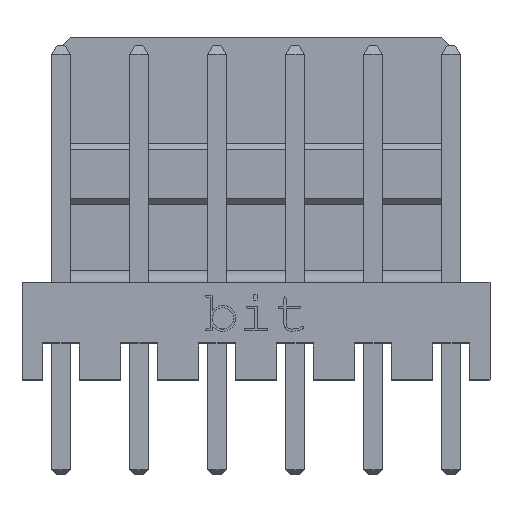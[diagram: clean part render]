
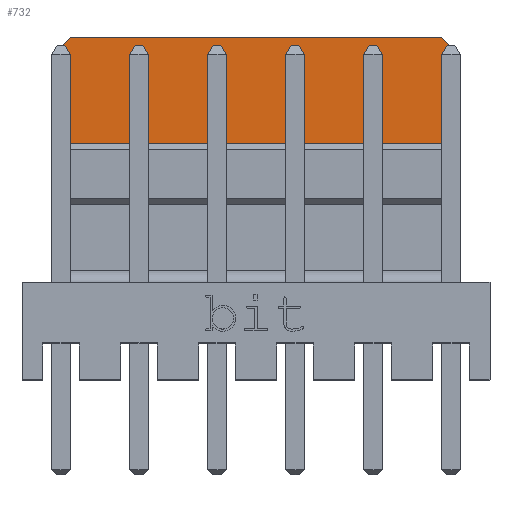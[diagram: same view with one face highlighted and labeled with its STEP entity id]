
A CAD part, top view. The second image highlights one B-rep face of the part: STEP entity #732.
In plain terms, the highlighted planar face has unit normal (0, 0, 1).
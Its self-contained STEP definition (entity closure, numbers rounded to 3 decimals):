
#114 = PLANE ( 'NONE',  #545 ) ;
#128 = VERTEX_POINT ( 'NONE', #1435 ) ;
#336 = VECTOR ( 'NONE', #1083, 1000. ) ;
#545 = AXIS2_PLACEMENT_3D ( 'NONE', #1733, #5245, #3229 ) ;
#710 = DIRECTION ( 'NONE',  ( 0., -1., 0. ) ) ;
#720 = VECTOR ( 'NONE', #4703, 1000. ) ;
#732 = ADVANCED_FACE ( 'NONE', ( #3933 ), #114, .F. ) ;
#1022 = CARTESIAN_POINT ( 'NONE',  ( -6.35, 10.87, -1.9 ) ) ;
#1051 = ORIENTED_EDGE ( 'NONE', *, *, #4551, .T. ) ;
#1083 = DIRECTION ( 'NONE',  ( -0.707, 0.707, 0. ) ) ;
#1096 = VERTEX_POINT ( 'NONE', #1022 ) ;
#1115 = ORIENTED_EDGE ( 'NONE', *, *, #2818, .T. ) ;
#1135 = ORIENTED_EDGE ( 'NONE', *, *, #1462, .F. ) ;
#1180 = VECTOR ( 'NONE', #5696, 1000. ) ;
#1218 = LINE ( 'NONE', #4595, #336 ) ;
#1357 = EDGE_CURVE ( 'NONE', #4762, #2384, #1218, .T. ) ;
#1435 = CARTESIAN_POINT ( 'NONE',  ( -6.35, 7.71, -1.9 ) ) ;
#1462 = EDGE_CURVE ( 'NONE', #4762, #2991, #3634, .T. ) ;
#1614 = VECTOR ( 'NONE', #710, 1000. ) ;
#1733 = CARTESIAN_POINT ( 'NONE',  ( 6.35, 11.17, -1.9 ) ) ;
#1737 = ORIENTED_EDGE ( 'NONE', *, *, #1896, .F. ) ;
#1865 = LINE ( 'NONE', #5562, #1180 ) ;
#1874 = EDGE_LOOP ( 'NONE', ( #4131, #1135, #3074, #1737, #1051, #1115 ) ) ;
#1896 = EDGE_CURVE ( 'NONE', #3555, #2384, #3820, .T. ) ;
#2141 = CARTESIAN_POINT ( 'NONE',  ( -6.05, 11.17, -1.9 ) ) ;
#2323 = CARTESIAN_POINT ( 'NONE',  ( 6.05, 11.17, -1.9 ) ) ;
#2384 = VERTEX_POINT ( 'NONE', #2323 ) ;
#2818 = EDGE_CURVE ( 'NONE', #1096, #128, #5147, .T. ) ;
#2975 = VECTOR ( 'NONE', #4060, 1000. ) ;
#2991 = VERTEX_POINT ( 'NONE', #3062 ) ;
#3062 = CARTESIAN_POINT ( 'NONE',  ( 6.35, 7.71, -1.9 ) ) ;
#3063 = CARTESIAN_POINT ( 'NONE',  ( 6.35, 11.17, -1.9 ) ) ;
#3074 = ORIENTED_EDGE ( 'NONE', *, *, #1357, .T. ) ;
#3229 = DIRECTION ( 'NONE',  ( -1., 0., 0. ) ) ;
#3398 = VECTOR ( 'NONE', #4562, 1000. ) ;
#3555 = VERTEX_POINT ( 'NONE', #2141 ) ;
#3603 = CARTESIAN_POINT ( 'NONE',  ( -6.05, 11.17, -1.9 ) ) ;
#3634 = LINE ( 'NONE', #3063, #1614 ) ;
#3820 = LINE ( 'NONE', #5284, #720 ) ;
#3933 = FACE_OUTER_BOUND ( 'NONE', #1874, .T. ) ;
#4060 = DIRECTION ( 'NONE',  ( -0.707, -0.707, 0. ) ) ;
#4131 = ORIENTED_EDGE ( 'NONE', *, *, #5623, .F. ) ;
#4132 = CARTESIAN_POINT ( 'NONE',  ( -6.35, 11.17, -1.9 ) ) ;
#4551 = EDGE_CURVE ( 'NONE', #3555, #1096, #4902, .T. ) ;
#4562 = DIRECTION ( 'NONE',  ( 0., -1., 0. ) ) ;
#4595 = CARTESIAN_POINT ( 'NONE',  ( 6.05, 11.17, -1.9 ) ) ;
#4703 = DIRECTION ( 'NONE',  ( 1., 0., 0. ) ) ;
#4762 = VERTEX_POINT ( 'NONE', #5659 ) ;
#4902 = LINE ( 'NONE', #3603, #2975 ) ;
#5147 = LINE ( 'NONE', #4132, #3398 ) ;
#5245 = DIRECTION ( 'NONE',  ( 0., 0., -1. ) ) ;
#5284 = CARTESIAN_POINT ( 'NONE',  ( 6.35, 11.17, -1.9 ) ) ;
#5562 = CARTESIAN_POINT ( 'NONE',  ( -6.35, 7.71, -1.9 ) ) ;
#5623 = EDGE_CURVE ( 'NONE', #2991, #128, #1865, .T. ) ;
#5659 = CARTESIAN_POINT ( 'NONE',  ( 6.35, 10.87, -1.9 ) ) ;
#5696 = DIRECTION ( 'NONE',  ( -1., 0., 0. ) ) ;
